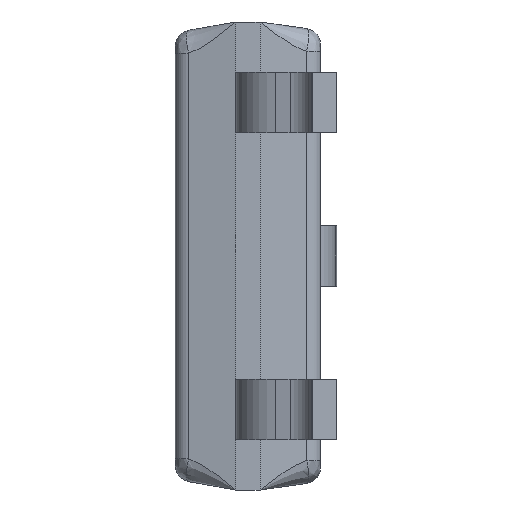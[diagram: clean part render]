
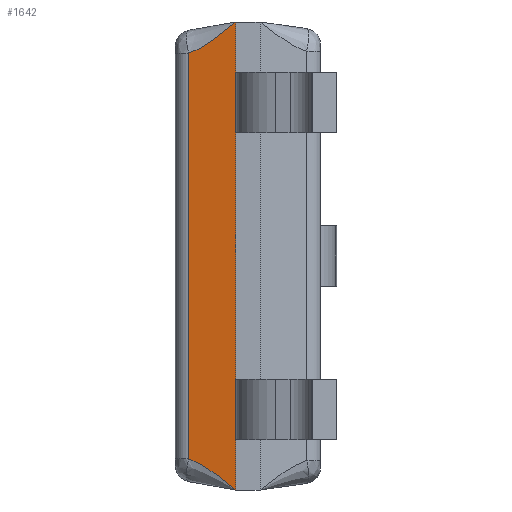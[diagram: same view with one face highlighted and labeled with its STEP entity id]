
A CAD part, left-side view. The second image highlights one B-rep face of the part: STEP entity #1642.
In plain terms, the highlighted planar face has unit normal (-0.985, 0.174, 0).
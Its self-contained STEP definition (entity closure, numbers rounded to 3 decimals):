
#136 = DIRECTION ( 'NONE',  ( -0.985, 0.174, 0. ) ) ;
#139 = FACE_OUTER_BOUND ( 'NONE', #754, .T. ) ;
#180 = CARTESIAN_POINT ( 'NONE',  ( -0.8, 0.625, 1.45 ) ) ;
#190 = CARTESIAN_POINT ( 'NONE',  ( -0.748, 0.917, -1.236 ) ) ;
#234 = EDGE_CURVE ( 'NONE', #1591, #1456, #1849, .T. ) ;
#357 = AXIS2_PLACEMENT_3D ( 'NONE', #2451, #136, #1656 ) ;
#364 = CARTESIAN_POINT ( 'NONE',  ( -0.8, 0.625, -1.45 ) ) ;
#387 = CARTESIAN_POINT ( 'NONE',  ( -0.748, 0.917, 1.256 ) ) ;
#388 = ORIENTED_EDGE ( 'NONE', *, *, #1054, .T. ) ;
#402 = CARTESIAN_POINT ( 'NONE',  ( -0.766, 0.815, 1.292 ) ) ;
#571 = PLANE ( 'NONE',  #357 ) ;
#573 = CARTESIAN_POINT ( 'NONE',  ( -0.748, 0.917, -1.256 ) ) ;
#589 = VERTEX_POINT ( 'NONE', #2266 ) ;
#703 = ORIENTED_EDGE ( 'NONE', *, *, #2644, .T. ) ;
#754 = EDGE_LOOP ( 'NONE', ( #1616, #2549, #703, #388 ) ) ;
#1011 = DIRECTION ( 'NONE',  ( 0., 0., -1. ) ) ;
#1045 = CARTESIAN_POINT ( 'NONE',  ( -0.783, 0.72, -1.371 ) ) ;
#1054 = EDGE_CURVE ( 'NONE', #589, #1447, #1164, .T. ) ;
#1164 = LINE ( 'NONE', #2311, #1227 ) ;
#1227 = VECTOR ( 'NONE', #1964, 1000. ) ;
#1335 = B_SPLINE_CURVE_WITH_KNOTS ( 'NONE', 3,
 ( #2515, #2536, #1045, #364 ),
 .UNSPECIFIED., .F., .F.,
 ( 4, 4 ),
 ( 0., 0. ),
 .UNSPECIFIED. ) ;
#1447 = VERTEX_POINT ( 'NONE', #2541 ) ;
#1456 = VERTEX_POINT ( 'NONE', #573 ) ;
#1591 = VERTEX_POINT ( 'NONE', #387 ) ;
#1616 = ORIENTED_EDGE ( 'NONE', *, *, #2388, .T. ) ;
#1642 = ADVANCED_FACE ( 'NONE', ( #139 ), #571, .T. ) ;
#1656 = DIRECTION ( 'NONE',  ( -0.174, -0.985, 0. ) ) ;
#1849 = LINE ( 'NONE', #190, #2767 ) ;
#1908 = CARTESIAN_POINT ( 'NONE',  ( -0.748, 0.917, 1.256 ) ) ;
#1928 = B_SPLINE_CURVE_WITH_KNOTS ( 'NONE', 3,
 ( #180, #2553, #402, #1908 ),
 .UNSPECIFIED., .F., .F.,
 ( 4, 4 ),
 ( -0.001, -0.001 ),
 .UNSPECIFIED. ) ;
#1964 = DIRECTION ( 'NONE',  ( 0., 0., 1. ) ) ;
#2266 = CARTESIAN_POINT ( 'NONE',  ( -0.8, 0.625, -1.45 ) ) ;
#2311 = CARTESIAN_POINT ( 'NONE',  ( -0.8, 0.625, -1.45 ) ) ;
#2388 = EDGE_CURVE ( 'NONE', #1447, #1591, #1928, .T. ) ;
#2451 = CARTESIAN_POINT ( 'NONE',  ( -0.8, 0.625, -1.45 ) ) ;
#2515 = CARTESIAN_POINT ( 'NONE',  ( -0.748, 0.917, -1.256 ) ) ;
#2536 = CARTESIAN_POINT ( 'NONE',  ( -0.766, 0.815, -1.292 ) ) ;
#2541 = CARTESIAN_POINT ( 'NONE',  ( -0.8, 0.625, 1.45 ) ) ;
#2549 = ORIENTED_EDGE ( 'NONE', *, *, #234, .T. ) ;
#2553 = CARTESIAN_POINT ( 'NONE',  ( -0.783, 0.72, 1.371 ) ) ;
#2644 = EDGE_CURVE ( 'NONE', #1456, #589, #1335, .T. ) ;
#2767 = VECTOR ( 'NONE', #1011, 1000. ) ;
